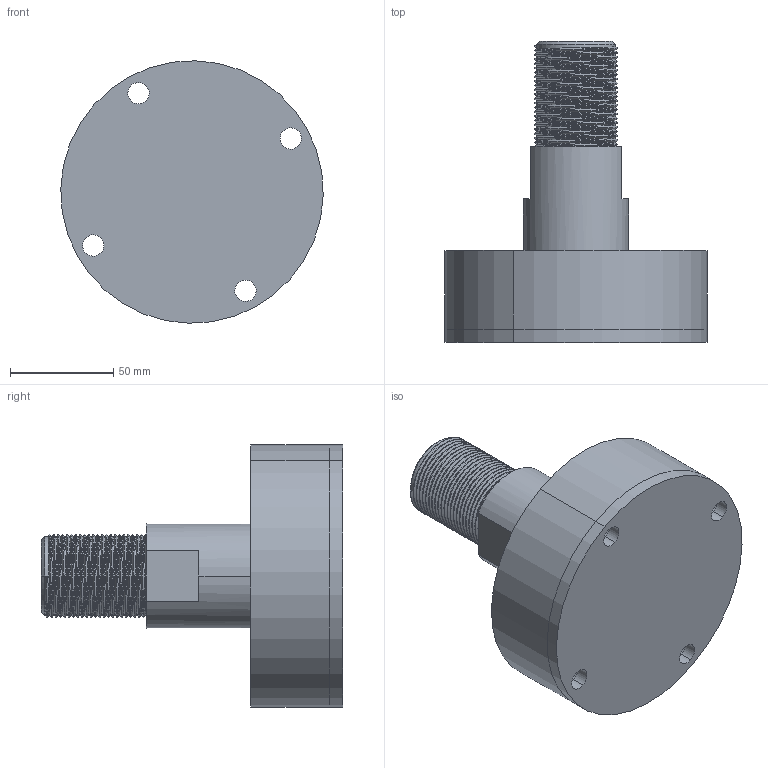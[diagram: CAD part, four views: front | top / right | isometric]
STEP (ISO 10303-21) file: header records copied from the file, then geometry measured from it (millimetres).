
FILE_DESCRIPTION (( 'STEP AP203' ), '1' );
FILE_NAME ('PAF-10-15-20.STEP', '2021-02-12T19:20:05', ( '' ), ( '' ), 'SwSTEP 2.0', 'SolidWorks 2018', '' );
FILE_SCHEMA (( 'CONFIG_CONTROL_DESIGN' ));
Length unit declared in the file: millimetre
Products named in the file (1): PAF-10-15-20
Bounding box: 126.95 x 145.67 x 126.95 mm (x, y, z)
Surface area: 70080.5 mm2 (no closed solid volume)
Topology: 0 solids, 3 shells, 98 faces, 265 edges, 175 vertices
Faces by surface type: cylinder 80, plane 13, bspline 3, cone 2
Entity records: 15137 total; most frequent: CARTESIAN_POINT 12787, ORIENTED_EDGE 506, DIRECTION 430, EDGE_CURVE 265, VERTEX_POINT 175, AXIS2_PLACEMENT_3D 170, EDGE_LOOP 112, FACE_OUTER_BOUND 98
